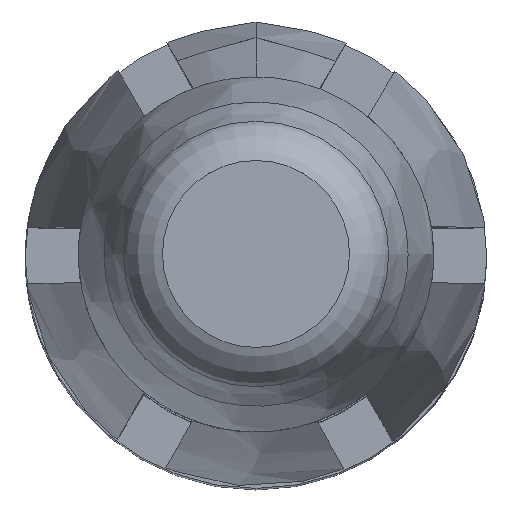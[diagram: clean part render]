
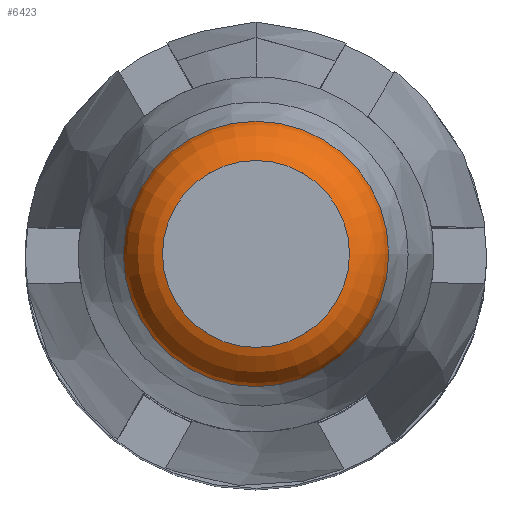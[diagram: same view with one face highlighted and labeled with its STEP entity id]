
A CAD part, top view. The second image highlights one B-rep face of the part: STEP entity #6423.
In plain terms, the highlighted toroidal (fillet/blend) face has major radius 0.42 mm and minor radius 0.3 mm.
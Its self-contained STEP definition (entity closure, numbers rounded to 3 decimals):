
#6302 = CONICAL_SURFACE('',#6303,0.95,0.262);
#6303 = AXIS2_PLACEMENT_3D('',#6304,#6305,#6306);
#6304 = CARTESIAN_POINT('',(0.,0.,14.88));
#6305 = DIRECTION('',(-0.,-0.,-1.));
#6306 = DIRECTION('',(1.,0.,0.));
#6373 = VERTEX_POINT('',#6374);
#6374 = CARTESIAN_POINT('',(0.71,0.,
    15.778));
#6395 = EDGE_CURVE('',#6373,#6373,#6396,.T.);
#6396 = SURFACE_CURVE('',#6397,(#6402,#6409),.PCURVE_S1.);
#6397 = CIRCLE('',#6398,0.71);
#6398 = AXIS2_PLACEMENT_3D('',#6399,#6400,#6401);
#6399 = CARTESIAN_POINT('',(0.,0.,15.778));
#6400 = DIRECTION('',(0.,-0.,1.));
#6401 = DIRECTION('',(1.,0.,0.));
#6402 = PCURVE('',#6302,#6403);
#6403 = DEFINITIONAL_REPRESENTATION('',(#6404),#6408);
#6404 = LINE('',#6405,#6406);
#6405 = CARTESIAN_POINT('',(0.,-0.897));
#6406 = VECTOR('',#6407,1.);
#6407 = DIRECTION('',(-1.,0.));
#6408 = ( GEOMETRIC_REPRESENTATION_CONTEXT(2) 
PARAMETRIC_REPRESENTATION_CONTEXT() REPRESENTATION_CONTEXT('2D SPACE',''
  ) );
#6409 = PCURVE('',#6410,#6415);
#6410 = TOROIDAL_SURFACE('',#6411,0.42,0.3);
#6411 = AXIS2_PLACEMENT_3D('',#6412,#6413,#6414);
#6412 = CARTESIAN_POINT('',(0.,0.,15.7));
#6413 = DIRECTION('',(0.,0.,1.));
#6414 = DIRECTION('',(1.,0.,0.));
#6415 = DEFINITIONAL_REPRESENTATION('',(#6416),#6420);
#6416 = LINE('',#6417,#6418);
#6417 = CARTESIAN_POINT('',(0.,0.262));
#6418 = VECTOR('',#6419,1.);
#6419 = DIRECTION('',(1.,0.));
#6420 = ( GEOMETRIC_REPRESENTATION_CONTEXT(2) 
PARAMETRIC_REPRESENTATION_CONTEXT() REPRESENTATION_CONTEXT('2D SPACE',''
  ) );
#6423 = ADVANCED_FACE('',(#6424),#6410,.T.);
#6424 = FACE_BOUND('',#6425,.T.);
#6425 = EDGE_LOOP('',(#6426,#6427,#6451,#6478));
#6426 = ORIENTED_EDGE('',*,*,#6395,.T.);
#6427 = ORIENTED_EDGE('',*,*,#6428,.T.);
#6428 = EDGE_CURVE('',#6373,#6429,#6431,.T.);
#6429 = VERTEX_POINT('',#6430);
#6430 = CARTESIAN_POINT('',(0.5,0.,15.989));
#6431 = SEAM_CURVE('',#6432,(#6437,#6444),.PCURVE_S1.);
#6432 = CIRCLE('',#6433,0.3);
#6433 = AXIS2_PLACEMENT_3D('',#6434,#6435,#6436);
#6434 = CARTESIAN_POINT('',(0.42,0.,15.7));
#6435 = DIRECTION('',(0.,-1.,0.));
#6436 = DIRECTION('',(1.,0.,0.));
#6437 = PCURVE('',#6410,#6438);
#6438 = DEFINITIONAL_REPRESENTATION('',(#6439),#6443);
#6439 = LINE('',#6440,#6441);
#6440 = CARTESIAN_POINT('',(0.,0.));
#6441 = VECTOR('',#6442,1.);
#6442 = DIRECTION('',(0.,1.));
#6443 = ( GEOMETRIC_REPRESENTATION_CONTEXT(2) 
PARAMETRIC_REPRESENTATION_CONTEXT() REPRESENTATION_CONTEXT('2D SPACE',''
  ) );
#6444 = PCURVE('',#6410,#6445);
#6445 = DEFINITIONAL_REPRESENTATION('',(#6446),#6450);
#6446 = LINE('',#6447,#6448);
#6447 = CARTESIAN_POINT('',(6.283,0.));
#6448 = VECTOR('',#6449,1.);
#6449 = DIRECTION('',(0.,1.));
#6450 = ( GEOMETRIC_REPRESENTATION_CONTEXT(2) 
PARAMETRIC_REPRESENTATION_CONTEXT() REPRESENTATION_CONTEXT('2D SPACE',''
  ) );
#6451 = ORIENTED_EDGE('',*,*,#6452,.F.);
#6452 = EDGE_CURVE('',#6429,#6429,#6453,.T.);
#6453 = SURFACE_CURVE('',#6454,(#6459,#6466),.PCURVE_S1.);
#6454 = CIRCLE('',#6455,0.5);
#6455 = AXIS2_PLACEMENT_3D('',#6456,#6457,#6458);
#6456 = CARTESIAN_POINT('',(0.,0.,15.989));
#6457 = DIRECTION('',(-0.,0.,1.));
#6458 = DIRECTION('',(0.,-1.,0.));
#6459 = PCURVE('',#6410,#6460);
#6460 = DEFINITIONAL_REPRESENTATION('',(#6461),#6465);
#6461 = LINE('',#6462,#6463);
#6462 = CARTESIAN_POINT('',(-1.571,1.3));
#6463 = VECTOR('',#6464,1.);
#6464 = DIRECTION('',(1.,0.));
#6465 = ( GEOMETRIC_REPRESENTATION_CONTEXT(2) 
PARAMETRIC_REPRESENTATION_CONTEXT() REPRESENTATION_CONTEXT('2D SPACE',''
  ) );
#6466 = PCURVE('',#6467,#6472);
#6467 = CYLINDRICAL_SURFACE('',#6468,0.5);
#6468 = AXIS2_PLACEMENT_3D('',#6469,#6470,#6471);
#6469 = CARTESIAN_POINT('',(0.,0.,8.));
#6470 = DIRECTION('',(-0.,-0.,-1.));
#6471 = DIRECTION('',(1.,0.,0.));
#6472 = DEFINITIONAL_REPRESENTATION('',(#6473),#6477);
#6473 = LINE('',#6474,#6475);
#6474 = CARTESIAN_POINT('',(1.571,-7.989));
#6475 = VECTOR('',#6476,1.);
#6476 = DIRECTION('',(-1.,0.));
#6477 = ( GEOMETRIC_REPRESENTATION_CONTEXT(2) 
PARAMETRIC_REPRESENTATION_CONTEXT() REPRESENTATION_CONTEXT('2D SPACE',''
  ) );
#6478 = ORIENTED_EDGE('',*,*,#6428,.F.);
